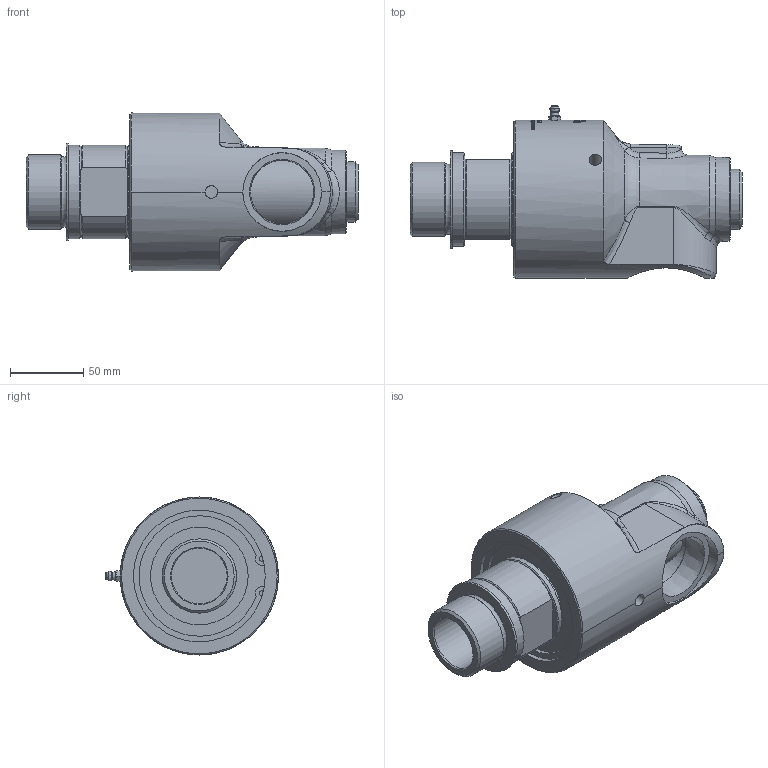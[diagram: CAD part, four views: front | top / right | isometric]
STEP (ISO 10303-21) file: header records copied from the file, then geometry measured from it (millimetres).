
FILE_DESCRIPTION(/* description */ (''),/* implementation_level */ '2;1');
FILE_NAME(/* name */ '557-000-395-IC.stp',/* time_stamp */ '2022-07-05T14:21:03-05:00',/* author */ ('GALINDOLM'),/* organization */ (''),/* preprocessor_version */ 'ST-DEVELOPER v18.1',/* originating_system */ 'Autodesk Inventor 2022',/* authorisation */ '');
FILE_SCHEMA (('AUTOMOTIVE_DESIGN { 1 0 10303 214 3 1 1 }'));
Length unit declared in the file: millimetre
Products named in the file (1): 557-000-395-IC
Bounding box: 226.93 x 117.99 x 108 mm (x, y, z)
Volume: 1010092.2 mm3; surface area: 92692.7 mm2
Topology: 1 solids, 2 shells, 901 faces, 2375 edges, 1571 vertices
Faces by surface type: bspline 412, plane 337, cylinder 121, cone 23, torus 6, sphere 2
Full cylindrical faces by diameter (mm): 3 x1, 3.175 x2, 5.359 x1, 8.6 x3, 38.1 x1, 43.256 x1, 50.754 x1, 50.8 x1, 53.7 x1, 56.25 x1, 64 x2, 66.7 x1, 90.07 x1
Entity records: 40815 total; most frequent: CARTESIAN_POINT 20698, ORIENTED_EDGE 4742, DIRECTION 2963, EDGE_CURVE 2371, VERTEX_POINT 1571, EDGE_LOOP 1000, LINE 995, VECTOR 995
